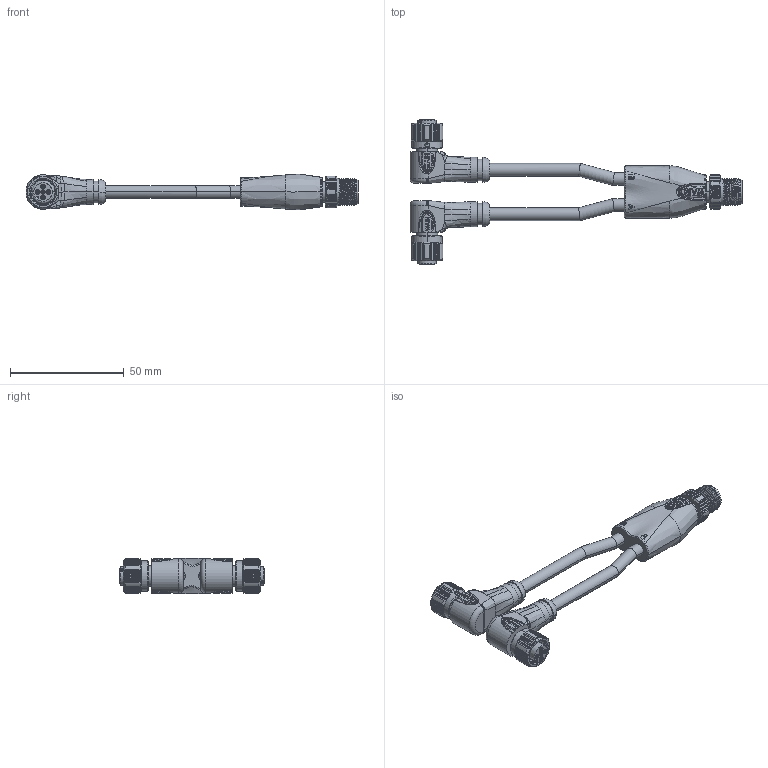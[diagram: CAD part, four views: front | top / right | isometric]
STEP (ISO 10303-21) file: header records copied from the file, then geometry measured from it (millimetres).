
FILE_DESCRIPTION((''),'2;1');
FILE_NAME('M12Y-M05A_2M12-F05A-T-5_0-PUR','2024-03-19T',('13539'),(''),'PRO/ENGINEER BY PARAMETRIC TECHNOLOGY CORPORATION, 2012480','PRO/ENGINEER BY PARAMETRIC TECHNOLOGY CORPORATION, 2012480','');
FILE_SCHEMA(('CONFIG_CONTROL_DESIGN'));
Products named in the file (1): M12Y-M05A_2M12-F05A-T-5_0-PUR
Bounding box: 146 x 63.9 x 15.48 mm (x, y, z)
Volume: 25536.1 mm3; surface area: 15711.2 mm2
Topology: 1 solids, 16 shells, 2141 faces, 6176 edges, 4081 vertices
Faces by surface type: plane 930, cylinder 687, bspline 220, cone 202, extrusion 55, torus 37, sphere 10
Entity records: 103382 total; most frequent: CARTESIAN_POINT 49897, ORIENTED_EDGE 12280, DIRECTION 9930, EDGE_CURVE 6140, VERTEX_POINT 4081, AXIS2_PLACEMENT_3D 3857, EDGE_LOOP 2277, VECTOR 2216
